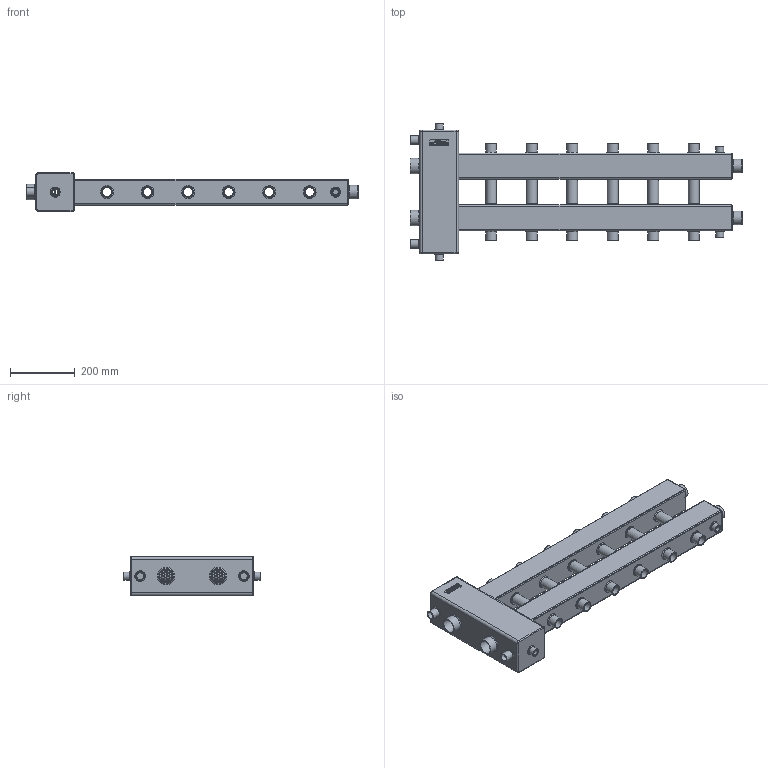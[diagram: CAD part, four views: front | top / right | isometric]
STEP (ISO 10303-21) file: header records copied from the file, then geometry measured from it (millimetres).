
FILE_DESCRIPTION(('STEP AP203'), '1');
FILE_NAME('BMSS-150-7DU.10', '', ('UNSPECIFIED'), ('UNSPECIFIED'), 'ASCON STEP Converter 1.6', 'ASCON Math Kernel', '');
FILE_SCHEMA(('CONFIG_CONTROL_DESIGN'));
Length unit declared in the file: millimetre
Bounding box: 1024 x 421 x 120.55 mm (x, y, z)
Volume: 2275953.8 mm3; surface area: 1765312.1 mm2
Topology: 1 solids, 1 shells, 870 faces, 2237 edges, 1447 vertices
Faces by surface type: cylinder 347, plane 218, bspline 171, cone 84, torus 50
Full cylindrical faces by diameter (mm): 7.5 x210, 17.071 x4, 22 x2, 24 x4, 25 x6, 26.8 x2, 27.5 x12, 30 x12, 33.5 x24, 34 x12, 36.3 x2, 40 x2, 42 x2, 42.3 x2, 46 x2, 48 x2, 72 x2
Entity records: 36604 total; most frequent: CARTESIAN_POINT 9812, ORIENTED_EDGE 3634, DIRECTION 3576, EDGE_LOOP 1860, EDGE_CURVE 1817, AXIS2_PLACEMENT_3D 1543, VERTEX_POINT 1447, FACE_BOUND 1054
